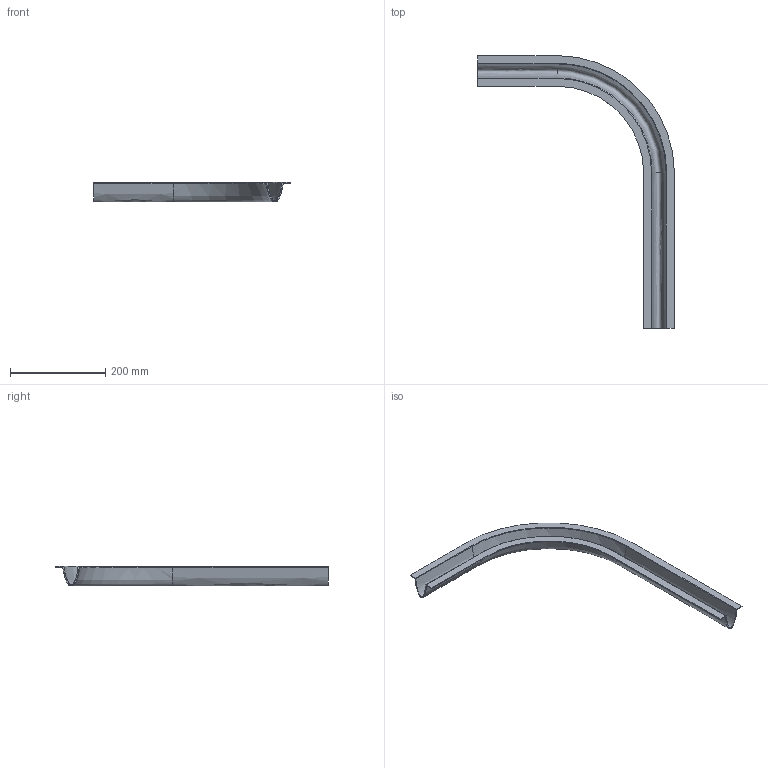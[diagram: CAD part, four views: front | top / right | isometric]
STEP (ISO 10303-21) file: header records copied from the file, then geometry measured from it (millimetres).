
FILE_DESCRIPTION(('FreeCAD Model'),'2;1');
FILE_NAME('Open CASCADE Shape Model','2025-12-01T03:50:31',('FreeCAD'),( 'FreeCAD'),'Open CASCADE STEP processor 7.8','FreeCAD','Unknown');
FILE_SCHEMA(('AUTOMOTIVE_DESIGN { 1 0 10303 214 1 1 1 1 }'));
Length unit declared in the file: millimetre
Products named in the file (1): Open CASCADE STEP translator 7.8 1
Bounding box: 414.19 x 574.09 x 41.75 mm (x, y, z)
Volume: 232621 mm3; surface area: 205146 mm2
Topology: 1 solids, 1 shells, 30 faces, 76 edges, 48 vertices
Faces by surface type: bspline 12, plane 10, extrusion 4, cylinder 2, revolution 2
Entity records: 2075 total; most frequent: CARTESIAN_POINT 1507, ORIENTED_EDGE 152, EDGE_CURVE 76, DIRECTION 64, VERTEX_POINT 48, B_SPLINE_CURVE_WITH_KNOTS 31, ADVANCED_FACE 30, FACE_BOUND 30
